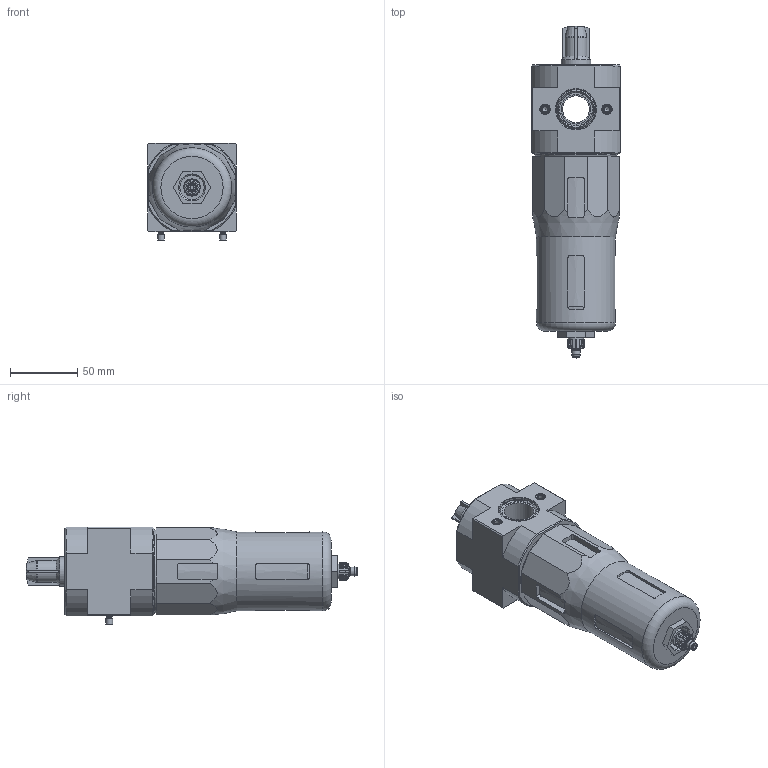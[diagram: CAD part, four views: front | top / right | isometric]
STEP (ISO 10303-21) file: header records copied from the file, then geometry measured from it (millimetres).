
FILE_DESCRIPTION(/* description */ ('STEP AP214'),/* implementation_level */ '2;1');
FILE_NAME(/* name */ '532839_LFMA-D-MAXI-DA',/* time_stamp */ '2024-09-03T15:18:15+02:00',/* author */ ('License CC BY-ND 4.0'),/* organization */ ('CADENAS'),/* preprocessor_version */ 'ST-DEVELOPER v19.3',/* originating_system */ 'PARTsolutions',/* authorisation */ ' ');
FILE_SCHEMA (('AUTOMOTIVE_DESIGN {1 0 10303 214 3 1 1}'));
Length unit declared in the file: millimetre
Products named in the file (4): 532839 LFMA-D-MAXI-DA; 670979 LFMA-D-MAXI-DA; 234370 FRB-D-MAXI; 648415 LF
Assembly tree (4 placements, depth 2):
  532839 LFMA-D-MAXI-DA
    670979 LFMA-D-MAXI-DA
    234370 FRB-D-MAXI  x2
    648415 LF
Bounding box: 66 x 247 x 72.8 mm (x, y, z)
Volume: 633256.3 mm3; surface area: 66503.8 mm2
Topology: 4 solids, 4 shells, 299 faces, 764 edges, 494 vertices
Faces by surface type: plane 148, cylinder 81, cone 44, torus 25, sphere 1
Full cylindrical faces by diameter (mm): 3 x1, 3.7 x2, 4.134 x2, 5 x2, 5.6 x1, 6.4 x1, 6.8 x1, 7 x2, 7.1 x1, 9 x1, 11.2 x1, 12.6 x1, 18 x1, 22 x2, 22.2 x1, 30 x2, 58.8 x1, 62 x2
Entity records: 10108 total; most frequent: CARTESIAN_POINT 2050, ORIENTED_EDGE 1332, DIRECTION 1292, EDGE_CURVE 666, AXIS2_PLACEMENT_3D 507, VERTEX_POINT 465, FACE_BOUND 373, EDGE_LOOP 372
